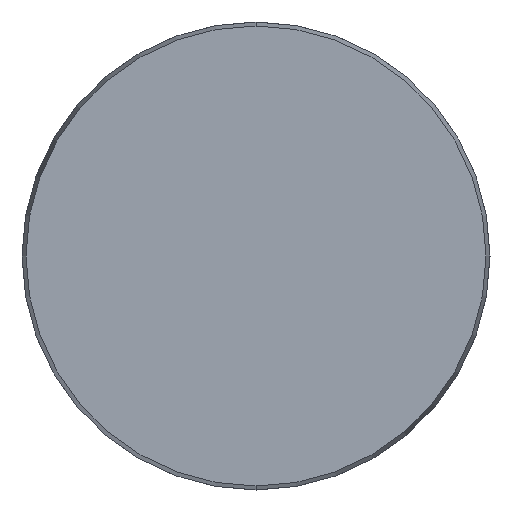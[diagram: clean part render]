
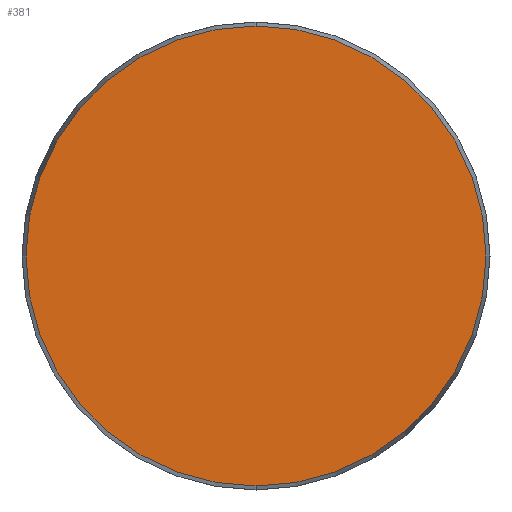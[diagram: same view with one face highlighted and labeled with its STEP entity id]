
A CAD part, front view. The second image highlights one B-rep face of the part: STEP entity #381.
In plain terms, the highlighted planar face has unit normal (0, -1, 0).
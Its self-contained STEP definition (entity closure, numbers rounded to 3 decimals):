
#14 = DIRECTION ( 'NONE',  ( 0., 0., 1. ) ) ;
#58 = ORIENTED_EDGE ( 'NONE', *, *, #365, .T. ) ;
#89 = DIRECTION ( 'NONE',  ( 0., -1., 0. ) ) ;
#174 = AXIS2_PLACEMENT_3D ( 'NONE', #967, #724, #14 ) ;
#202 = CIRCLE ( 'NONE', #395, 49.143 ) ;
#225 = DIRECTION ( 'NONE',  ( 0., -1., 0. ) ) ;
#265 = CIRCLE ( 'NONE', #815, 49.143 ) ;
#297 = CARTESIAN_POINT ( 'NONE',  ( 0., 0., 49.143 ) ) ;
#302 = DIRECTION ( 'NONE',  ( 0., 0., -1. ) ) ;
#327 = CARTESIAN_POINT ( 'NONE',  ( 0., 0., 0. ) ) ;
#365 = EDGE_CURVE ( 'NONE', #583, #966, #202, .T. ) ;
#381 = ADVANCED_FACE ( 'NONE', ( #399 ), #736, .F. ) ;
#395 = AXIS2_PLACEMENT_3D ( 'NONE', #327, #89, #484 ) ;
#399 = FACE_OUTER_BOUND ( 'NONE', #938, .T. ) ;
#484 = DIRECTION ( 'NONE',  ( 0., 0., -1. ) ) ;
#583 = VERTEX_POINT ( 'NONE', #648 ) ;
#648 = CARTESIAN_POINT ( 'NONE',  ( 0., 0., -49.143 ) ) ;
#724 = DIRECTION ( 'NONE',  ( 0., 1., 0. ) ) ;
#736 = PLANE ( 'NONE',  #174 ) ;
#812 = ORIENTED_EDGE ( 'NONE', *, *, #915, .T. ) ;
#815 = AXIS2_PLACEMENT_3D ( 'NONE', #867, #225, #302 ) ;
#867 = CARTESIAN_POINT ( 'NONE',  ( 0., 0., 0. ) ) ;
#915 = EDGE_CURVE ( 'NONE', #966, #583, #265, .T. ) ;
#938 = EDGE_LOOP ( 'NONE', ( #812, #58 ) ) ;
#966 = VERTEX_POINT ( 'NONE', #297 ) ;
#967 = CARTESIAN_POINT ( 'NONE',  ( -49.143, 0., 0. ) ) ;
